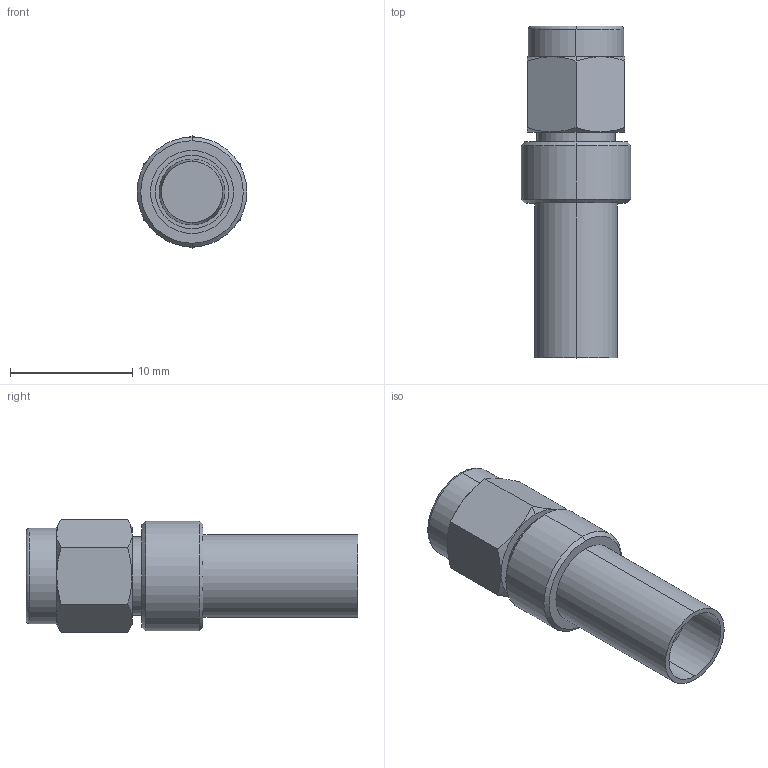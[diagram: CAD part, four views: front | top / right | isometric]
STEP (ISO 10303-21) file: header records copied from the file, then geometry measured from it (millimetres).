
FILE_DESCRIPTION((''),'2;1');
FILE_NAME('2','2021-08-11T',('Administrator'),(''),'PRO/ENGINEER BY PARAMETRIC TECHNOLOGY CORPORATION, 2012090','PRO/ENGINEER BY PARAMETRIC TECHNOLOGY CORPORATION, 2012090','');
FILE_SCHEMA(('CONFIG_CONTROL_DESIGN'));
Length unit declared in the file: millimetre
Products named in the file (1): 2
Bounding box: 9 x 27.2 x 9.25 mm (x, y, z)
Volume: 954.2 mm3; surface area: 1409.8 mm2
Topology: 1 solids, 1 shells, 73 faces, 159 edges, 99 vertices
Faces by surface type: cylinder 28, plane 21, cone 16, bspline 6, torus 2
Entity records: 3334 total; most frequent: CARTESIAN_POINT 1730, DIRECTION 320, ORIENTED_EDGE 318, EDGE_CURVE 159, AXIS2_PLACEMENT_3D 131, VERTEX_POINT 99, EDGE_LOOP 84, FACE_OUTER_BOUND 73
